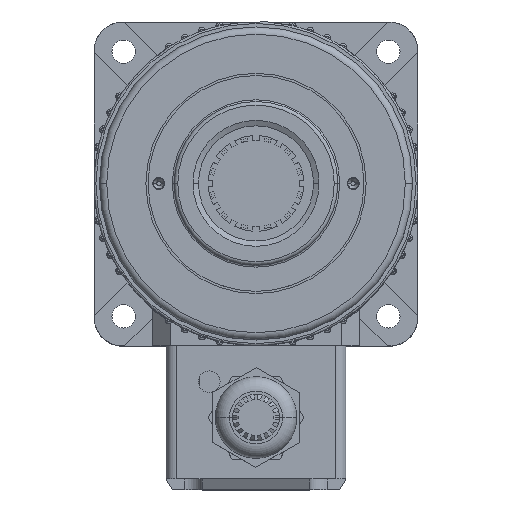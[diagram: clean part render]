
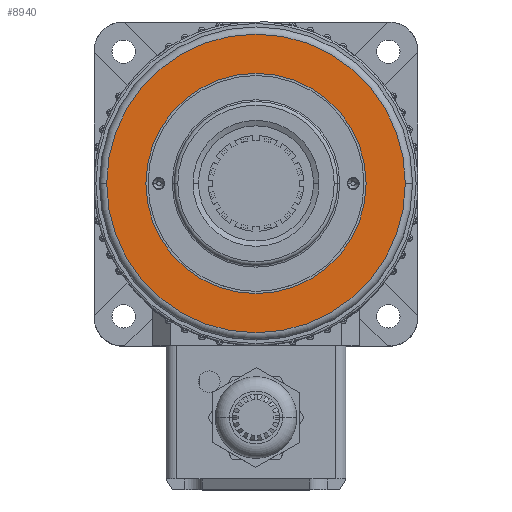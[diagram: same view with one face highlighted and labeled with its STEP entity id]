
A CAD part, top view. The second image highlights one B-rep face of the part: STEP entity #8940.
In plain terms, the highlighted planar face has unit normal (0, 0, 1).
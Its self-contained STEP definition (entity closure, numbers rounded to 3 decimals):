
#90 = CARTESIAN_POINT ( 'NONE',  ( -30.6, 0., 97. ) ) ;
#715 = AXIS2_PLACEMENT_3D ( 'NONE', #22452, #10001, #24442 ) ;
#976 = ORIENTED_EDGE ( 'NONE', *, *, #21600, .T. ) ;
#1295 = EDGE_CURVE ( 'NONE', #8173, #8802, #4814, .T. ) ;
#2283 = CIRCLE ( 'NONE', #23258, 41.5 ) ;
#2565 = CARTESIAN_POINT ( 'NONE',  ( 0., 0., 97. ) ) ;
#2598 = PLANE ( 'NONE',  #3813 ) ;
#2748 = DIRECTION ( 'NONE',  ( 0., 0., 1. ) ) ;
#2776 = DIRECTION ( 'NONE',  ( 1., 0., 0. ) ) ;
#2799 = CARTESIAN_POINT ( 'NONE',  ( 30.6, 0., 97. ) ) ;
#3488 = VERTEX_POINT ( 'NONE', #16223 ) ;
#3813 = AXIS2_PLACEMENT_3D ( 'NONE', #2565, #2748, #2776 ) ;
#4814 = CIRCLE ( 'NONE', #22646, 30.6 ) ;
#6329 = FACE_OUTER_BOUND ( 'NONE', #8956, .T. ) ;
#8173 = VERTEX_POINT ( 'NONE', #90 ) ;
#8802 = VERTEX_POINT ( 'NONE', #2799 ) ;
#8940 = ADVANCED_FACE ( 'NONE', ( #6329, #11878 ), #2598, .T. ) ;
#8956 = EDGE_LOOP ( 'NONE', ( #976, #17994 ) ) ;
#9171 = ORIENTED_EDGE ( 'NONE', *, *, #1295, .F. ) ;
#9528 = EDGE_CURVE ( 'NONE', #8802, #8173, #18320, .T. ) ;
#9721 = CARTESIAN_POINT ( 'NONE',  ( 0., 0., 97. ) ) ;
#9852 = EDGE_LOOP ( 'NONE', ( #21905, #9171 ) ) ;
#10001 = DIRECTION ( 'NONE',  ( 0., 0., 1. ) ) ;
#10274 = CARTESIAN_POINT ( 'NONE',  ( 0., 0., 97. ) ) ;
#11342 = CIRCLE ( 'NONE', #12624, 41.5 ) ;
#11878 = FACE_BOUND ( 'NONE', #9852, .T. ) ;
#11896 = DIRECTION ( 'NONE',  ( 1., 0., 0. ) ) ;
#12425 = DIRECTION ( 'NONE',  ( 1., 0., 0. ) ) ;
#12462 = VERTEX_POINT ( 'NONE', #14678 ) ;
#12624 = AXIS2_PLACEMENT_3D ( 'NONE', #10274, #24696, #12425 ) ;
#14678 = CARTESIAN_POINT ( 'NONE',  ( -41.5, 0., 97. ) ) ;
#16125 = DIRECTION ( 'NONE',  ( 1., 0., 0. ) ) ;
#16223 = CARTESIAN_POINT ( 'NONE',  ( 41.5, 0., 97. ) ) ;
#16634 = CARTESIAN_POINT ( 'NONE',  ( 0., 0., 97. ) ) ;
#16661 = DIRECTION ( 'NONE',  ( 0., 0., 1. ) ) ;
#17994 = ORIENTED_EDGE ( 'NONE', *, *, #19389, .T. ) ;
#18320 = CIRCLE ( 'NONE', #715, 30.6 ) ;
#19389 = EDGE_CURVE ( 'NONE', #12462, #3488, #2283, .T. ) ;
#21600 = EDGE_CURVE ( 'NONE', #3488, #12462, #11342, .T. ) ;
#21905 = ORIENTED_EDGE ( 'NONE', *, *, #9528, .F. ) ;
#22452 = CARTESIAN_POINT ( 'NONE',  ( 0., 0., 97. ) ) ;
#22646 = AXIS2_PLACEMENT_3D ( 'NONE', #16634, #16661, #16125 ) ;
#23258 = AXIS2_PLACEMENT_3D ( 'NONE', #9721, #24162, #11896 ) ;
#24162 = DIRECTION ( 'NONE',  ( 0., 0., 1. ) ) ;
#24442 = DIRECTION ( 'NONE',  ( 1., 0., 0. ) ) ;
#24696 = DIRECTION ( 'NONE',  ( 0., 0., 1. ) ) ;
